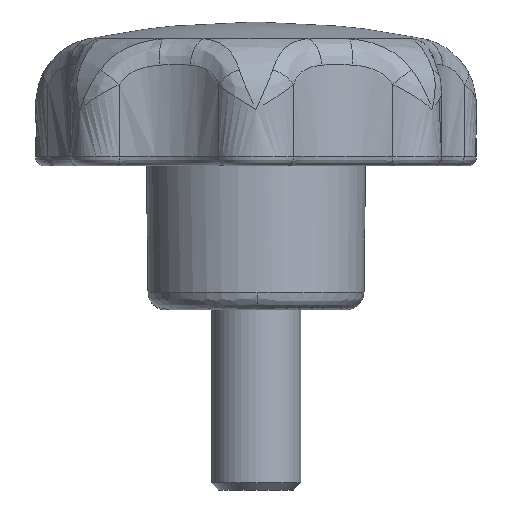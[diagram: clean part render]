
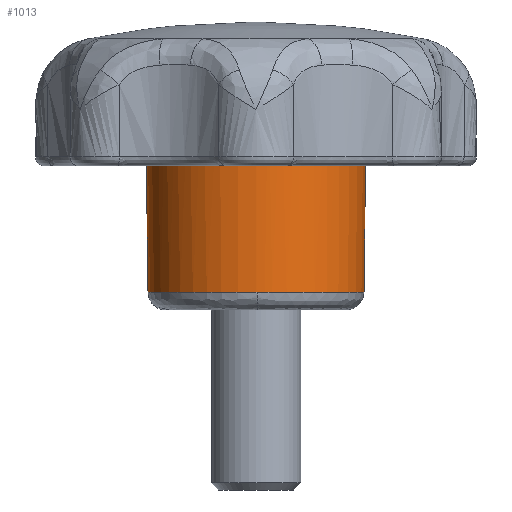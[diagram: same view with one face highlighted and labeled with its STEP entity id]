
A CAD part, left-side view. The second image highlights one B-rep face of the part: STEP entity #1013.
In plain terms, the highlighted free-form (B-spline) face has degree [2, 1] with [9, 2] control points.
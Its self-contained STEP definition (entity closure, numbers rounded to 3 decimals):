
#843=CARTESIAN_POINT('',(3.944,-4.533,-7.322));
#844=CARTESIAN_POINT('',(6.277,-2.503,-7.322));
#845=CARTESIAN_POINT('',(5.981,0.576,-7.322));
#846=CARTESIAN_POINT('',(5.405,6.557,-7.322));
#847=CARTESIAN_POINT('',(-0.576,5.981,-7.322));
#848=CARTESIAN_POINT('',(-6.557,5.405,-7.322));
#849=CARTESIAN_POINT('',(-5.981,-0.576,-7.322));
#850=CARTESIAN_POINT('',(-5.405,-6.557,-7.322));
#851=CARTESIAN_POINT('',(0.576,-5.981,-7.322));
#852=CARTESIAN_POINT('',(4.051,-4.655,5.691));
#853=CARTESIAN_POINT('',(6.447,-2.57,5.691));
#854=CARTESIAN_POINT('',(6.143,0.591,5.691));
#855=CARTESIAN_POINT('',(5.551,6.734,5.691));
#856=CARTESIAN_POINT('',(-0.591,6.143,5.691));
#857=CARTESIAN_POINT('',(-6.734,5.551,5.691));
#858=CARTESIAN_POINT('',(-6.143,-0.591,5.691));
#859=CARTESIAN_POINT('',(-5.551,-6.734,5.691));
#860=CARTESIAN_POINT('',(0.591,-6.143,5.691));
#868=(BOUNDED_SURFACE()B_SPLINE_SURFACE(2,1,((#843,#852),(#844,#853),(#845,#854),(#846,#855),(#847,#856),(#848,#857),(#849,#858),(#850,#859),(#851,#860)),.UNSPECIFIED.,.F.,.F.,.U.)B_SPLINE_SURFACE_WITH_KNOTS((3,2,2,2,3),(2,2),(0.0,6.135,16.359,26.584,36.809),(0.0,13.014),.UNSPECIFIED.)GEOMETRIC_REPRESENTATION_ITEM()RATIONAL_B_SPLINE_SURFACE(((0.859,0.859),(0.824,0.824),(1.0,1.0),(0.707,0.707),(1.0,1.0),(0.707,0.707),(1.0,1.0),(0.707,0.707),(1.0,1.0)))REPRESENTATION_ITEM('')SURFACE());
#869=CARTESIAN_POINT('',(6.012,0.0,-7.012));
#870=VERTEX_POINT('',#869);
#871=CARTESIAN_POINT('',(3.947,-4.536,-7.012));
#872=VERTEX_POINT('',#871);
#873=CARTESIAN_POINT('',(6.012,0.0,-7.012));
#874=CARTESIAN_POINT('',(6.012,-2.738,-7.012));
#875=CARTESIAN_POINT('',(3.947,-4.536,-7.012));
#883=(BOUNDED_CURVE()B_SPLINE_CURVE(2,(#873,#874,#875),.UNSPECIFIED.,.F.,.U.)B_SPLINE_CURVE_WITH_KNOTS((3,3),(0.5,0.635),.UNSPECIFIED.)CURVE()GEOMETRIC_REPRESENTATION_ITEM()RATIONAL_B_SPLINE_CURVE((1.0,0.841,0.855))REPRESENTATION_ITEM(''));
#884=EDGE_CURVE('',#870,#872,#883,.T.);
#885=ORIENTED_EDGE('',*,*,#884,.F.);
#886=CARTESIAN_POINT('',(-0.419,5.998,-7.012));
#887=VERTEX_POINT('',#886);
#888=CARTESIAN_POINT('',(-0.419,5.998,-7.012));
#889=CARTESIAN_POINT('',(-0.21,6.012,-7.012));
#890=CARTESIAN_POINT('',(0.0,6.012,-7.012));
#891=CARTESIAN_POINT('',(6.012,6.012,-7.012));
#892=CARTESIAN_POINT('',(6.012,0.0,-7.012));
#900=(BOUNDED_CURVE()B_SPLINE_CURVE(2,(#888,#889,#890,#891,#892),.UNSPECIFIED.,.F.,.U.)B_SPLINE_CURVE_WITH_KNOTS((3,2,3),(0.238,0.25,0.5),.UNSPECIFIED.)CURVE()GEOMETRIC_REPRESENTATION_ITEM()RATIONAL_B_SPLINE_CURVE((0.973,0.986,1.0,0.707,1.0))REPRESENTATION_ITEM(''));
#901=EDGE_CURVE('',#887,#870,#900,.T.);
#902=ORIENTED_EDGE('',*,*,#901,.F.);
#903=CARTESIAN_POINT('',(-6.012,0.0,-7.012));
#904=VERTEX_POINT('',#903);
#905=CARTESIAN_POINT('',(-6.012,0.0,-7.012));
#906=CARTESIAN_POINT('',(-6.012,5.607,-7.012));
#907=CARTESIAN_POINT('',(-0.419,5.998,-7.012));
#915=(BOUNDED_CURVE()B_SPLINE_CURVE(2,(#905,#906,#907),.UNSPECIFIED.,.F.,.U.)B_SPLINE_CURVE_WITH_KNOTS((3,3),(0.0,0.238),.UNSPECIFIED.)CURVE()GEOMETRIC_REPRESENTATION_ITEM()RATIONAL_B_SPLINE_CURVE((1.0,0.721,0.973))REPRESENTATION_ITEM(''));
#916=EDGE_CURVE('',#904,#887,#915,.T.);
#917=ORIENTED_EDGE('',*,*,#916,.F.);
#918=CARTESIAN_POINT('',(-6.012,-0.076,-7.012));
#919=VERTEX_POINT('',#918);
#920=CARTESIAN_POINT('',(-6.012,-0.076,-7.012));
#921=CARTESIAN_POINT('',(-6.012,-0.038,-7.012));
#922=CARTESIAN_POINT('',(-6.012,0.0,-7.012));
#930=(BOUNDED_CURVE()B_SPLINE_CURVE(2,(#920,#921,#922),.UNSPECIFIED.,.F.,.U.)B_SPLINE_CURVE_WITH_KNOTS((3,3),(0.998,1.0),.UNSPECIFIED.)CURVE()GEOMETRIC_REPRESENTATION_ITEM()RATIONAL_B_SPLINE_CURVE((0.995,0.997,1.0))REPRESENTATION_ITEM(''));
#931=EDGE_CURVE('',#919,#904,#930,.T.);
#932=ORIENTED_EDGE('',*,*,#931,.F.);
#933=CARTESIAN_POINT('',(0.576,-5.985,-7.012));
#934=VERTEX_POINT('',#933);
#935=CARTESIAN_POINT('',(0.576,-5.985,-7.012));
#936=CARTESIAN_POINT('',(0.289,-6.012,-7.012));
#937=CARTESIAN_POINT('',(0.0,-6.012,-7.012));
#938=CARTESIAN_POINT('',(-5.937,-6.012,-7.012));
#939=CARTESIAN_POINT('',(-6.012,-0.076,-7.012));
#947=(BOUNDED_CURVE()B_SPLINE_CURVE(2,(#935,#936,#937,#938,#939),.UNSPECIFIED.,.F.,.U.)B_SPLINE_CURVE_WITH_KNOTS((3,2,3),(0.733,0.75,0.998),.UNSPECIFIED.)CURVE()GEOMETRIC_REPRESENTATION_ITEM()RATIONAL_B_SPLINE_CURVE((0.964,0.98,1.0,0.71,0.995))REPRESENTATION_ITEM(''));
#948=EDGE_CURVE('',#934,#919,#947,.T.);
#949=ORIENTED_EDGE('',*,*,#948,.F.);
#950=CARTESIAN_POINT('',(0.591,-6.139,5.373));
#951=VERTEX_POINT('',#950);
#952=CARTESIAN_POINT('',(0.576,-5.985,-7.012));
#953=CARTESIAN_POINT('',(0.591,-6.139,5.373));
#954=QUASI_UNIFORM_CURVE('',1,(#952,#953),.UNSPECIFIED.,.F.,.U.);
#955=EDGE_CURVE('',#934,#951,#954,.T.);
#956=ORIENTED_EDGE('',*,*,#955,.T.);
#957=CARTESIAN_POINT('',(-6.167,0.0,5.373));
#958=VERTEX_POINT('',#957);
#959=CARTESIAN_POINT('',(0.591,-6.139,5.373));
#960=CARTESIAN_POINT('',(0.296,-6.167,5.373));
#961=CARTESIAN_POINT('',(0.0,-6.167,5.373));
#962=CARTESIAN_POINT('',(-6.167,-6.167,5.373));
#963=CARTESIAN_POINT('',(-6.167,0.0,5.373));
#971=(BOUNDED_CURVE()B_SPLINE_CURVE(2,(#959,#960,#961,#962,#963),.UNSPECIFIED.,.F.,.U.)B_SPLINE_CURVE_WITH_KNOTS((3,2,3),(0.733,0.75,1.0),.UNSPECIFIED.)CURVE()GEOMETRIC_REPRESENTATION_ITEM()RATIONAL_B_SPLINE_CURVE((0.964,0.98,1.0,0.707,1.0))REPRESENTATION_ITEM(''));
#972=EDGE_CURVE('',#951,#958,#971,.T.);
#973=ORIENTED_EDGE('',*,*,#972,.T.);
#974=CARTESIAN_POINT('',(6.167,0.0,5.373));
#975=VERTEX_POINT('',#974);
#976=CARTESIAN_POINT('',(-6.167,0.0,5.373));
#977=CARTESIAN_POINT('',(-6.167,6.167,5.373));
#978=CARTESIAN_POINT('',(0.0,6.167,5.373));
#979=CARTESIAN_POINT('',(6.167,6.167,5.373));
#980=CARTESIAN_POINT('',(6.167,0.0,5.373));
#988=(BOUNDED_CURVE()B_SPLINE_CURVE(2,(#976,#977,#978,#979,#980),.UNSPECIFIED.,.F.,.U.)B_SPLINE_CURVE_WITH_KNOTS((3,2,3),(0.0,0.25,0.5),.UNSPECIFIED.)CURVE()GEOMETRIC_REPRESENTATION_ITEM()RATIONAL_B_SPLINE_CURVE((1.0,0.707,1.0,0.707,1.0))REPRESENTATION_ITEM(''));
#989=EDGE_CURVE('',#958,#975,#988,.T.);
#990=ORIENTED_EDGE('',*,*,#989,.T.);
#991=CARTESIAN_POINT('',(4.048,-4.652,5.373));
#992=VERTEX_POINT('',#991);
#993=CARTESIAN_POINT('',(6.167,0.0,5.373));
#994=CARTESIAN_POINT('',(6.167,-2.809,5.373));
#995=CARTESIAN_POINT('',(4.048,-4.652,5.373));
#1003=(BOUNDED_CURVE()B_SPLINE_CURVE(2,(#993,#994,#995),.UNSPECIFIED.,.F.,.U.)B_SPLINE_CURVE_WITH_KNOTS((3,3),(0.5,0.635),.UNSPECIFIED.)CURVE()GEOMETRIC_REPRESENTATION_ITEM()RATIONAL_B_SPLINE_CURVE((1.0,0.841,0.855))REPRESENTATION_ITEM(''));
#1004=EDGE_CURVE('',#975,#992,#1003,.T.);
#1005=ORIENTED_EDGE('',*,*,#1004,.T.);
#1006=CARTESIAN_POINT('',(3.947,-4.536,-7.012));
#1007=CARTESIAN_POINT('',(4.048,-4.652,5.373));
#1008=QUASI_UNIFORM_CURVE('',1,(#1006,#1007),.UNSPECIFIED.,.F.,.U.);
#1009=EDGE_CURVE('',#872,#992,#1008,.T.);
#1010=ORIENTED_EDGE('',*,*,#1009,.F.);
#1011=EDGE_LOOP('',(#885,#902,#917,#932,#949,#956,#973,#990,#1005,#1010));
#1012=FACE_OUTER_BOUND('',#1011,.T.);
#1013=ADVANCED_FACE('',(#1012),#868,.T.);
